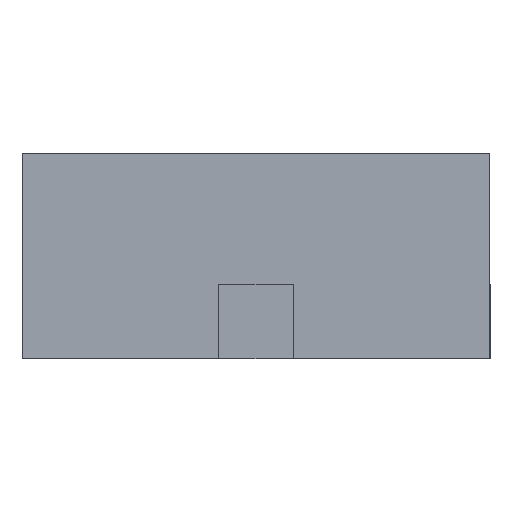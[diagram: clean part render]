
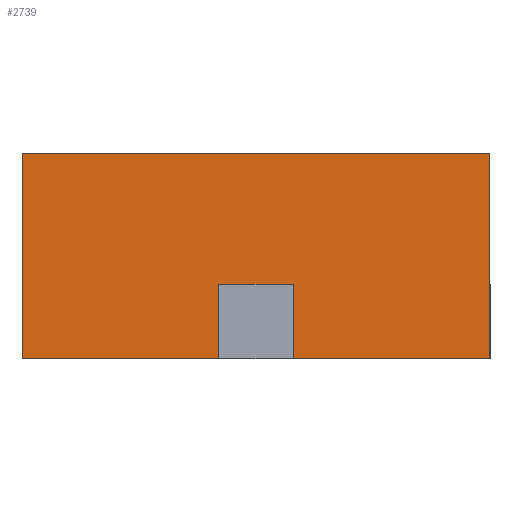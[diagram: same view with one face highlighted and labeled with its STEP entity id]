
A CAD part, front view. The second image highlights one B-rep face of the part: STEP entity #2739.
In plain terms, the highlighted planar face has unit normal (0, -1, 0).
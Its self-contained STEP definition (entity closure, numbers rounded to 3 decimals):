
#186=FACE_OUTER_BOUND('',#338,.T.);
#338=EDGE_LOOP('',(#2420,#2421,#2422,#2423,#2424,#2425,#2426,#2427,#2428,
#2429));
#397=LINE('',#3706,#770);
#399=LINE('',#3710,#772);
#401=LINE('',#3714,#774);
#569=LINE('',#4049,#942);
#696=LINE('',#4304,#1069);
#700=LINE('',#4312,#1073);
#705=LINE('',#4322,#1078);
#709=LINE('',#4330,#1082);
#712=LINE('',#4335,#1085);
#714=LINE('',#4339,#1087);
#770=VECTOR('',#2985,1.);
#772=VECTOR('',#2987,1.);
#774=VECTOR('',#2991,1.);
#942=VECTOR('',#3307,1.);
#1069=VECTOR('',#3548,10.);
#1073=VECTOR('',#3554,10.);
#1078=VECTOR('',#3563,10.);
#1082=VECTOR('',#3571,10.);
#1085=VECTOR('',#3576,10.);
#1087=VECTOR('',#3582,1.);
#1135=VERTEX_POINT('',#3703);
#1136=VERTEX_POINT('',#3705);
#1137=VERTEX_POINT('',#3707);
#1138=VERTEX_POINT('',#3709);
#1139=VERTEX_POINT('',#3713);
#1232=VERTEX_POINT('',#4047);
#1303=VERTEX_POINT('',#4303);
#1306=VERTEX_POINT('',#4311);
#1309=VERTEX_POINT('',#4321);
#1311=VERTEX_POINT('',#4329);
#1369=EDGE_CURVE('',#1136,#1135,#397,.T.);
#1371=EDGE_CURVE('',#1138,#1137,#399,.T.);
#1373=EDGE_CURVE('',#1138,#1139,#401,.T.);
#1541=EDGE_CURVE('',#1135,#1232,#569,.T.);
#1668=EDGE_CURVE('',#1303,#1136,#696,.T.);
#1672=EDGE_CURVE('',#1137,#1306,#700,.T.);
#1677=EDGE_CURVE('',#1309,#1303,#705,.T.);
#1681=EDGE_CURVE('',#1306,#1311,#709,.T.);
#1684=EDGE_CURVE('',#1311,#1309,#712,.T.);
#1686=EDGE_CURVE('',#1139,#1232,#714,.T.);
#2420=ORIENTED_EDGE('',*,*,#1668,.T.);
#2421=ORIENTED_EDGE('',*,*,#1369,.T.);
#2422=ORIENTED_EDGE('',*,*,#1541,.T.);
#2423=ORIENTED_EDGE('',*,*,#1686,.F.);
#2424=ORIENTED_EDGE('',*,*,#1373,.F.);
#2425=ORIENTED_EDGE('',*,*,#1371,.T.);
#2426=ORIENTED_EDGE('',*,*,#1672,.T.);
#2427=ORIENTED_EDGE('',*,*,#1681,.T.);
#2428=ORIENTED_EDGE('',*,*,#1684,.T.);
#2429=ORIENTED_EDGE('',*,*,#1677,.T.);
#2588=PLANE('',#2905);
#2739=ADVANCED_FACE('',(#186),#2588,.F.);
#2905=AXIS2_PLACEMENT_3D('',#4338,#3580,#3581);
#2985=DIRECTION('',(1.,0.,0.));
#2987=DIRECTION('',(1.,0.,0.));
#2991=DIRECTION('',(0.,0.,1.));
#3307=DIRECTION('',(0.,0.,1.));
#3548=DIRECTION('',(0.,0.,-1.));
#3554=DIRECTION('',(0.,0.,1.));
#3563=DIRECTION('',(0.,0.,-1.));
#3571=DIRECTION('',(0.,0.,1.));
#3576=DIRECTION('',(1.,0.,0.));
#3580=DIRECTION('center_axis',(0.,1.,0.));
#3581=DIRECTION('ref_axis',(0.,0.,1.));
#3582=DIRECTION('',(1.,0.,0.));
#3703=CARTESIAN_POINT('',(0.625,-1.775,0.));
#3705=CARTESIAN_POINT('',(0.1,-1.775,0.));
#3706=CARTESIAN_POINT('',(-0.625,-1.775,0.));
#3707=CARTESIAN_POINT('',(-0.1,-1.775,0.));
#3709=CARTESIAN_POINT('',(-0.625,-1.775,0.));
#3710=CARTESIAN_POINT('',(-0.625,-1.775,0.));
#3713=CARTESIAN_POINT('',(-0.625,-1.775,0.55));
#3714=CARTESIAN_POINT('',(-0.625,-1.775,0.));
#4047=CARTESIAN_POINT('',(0.625,-1.775,0.55));
#4049=CARTESIAN_POINT('',(0.625,-1.775,0.));
#4303=CARTESIAN_POINT('',(0.1,-1.775,0.001));
#4304=CARTESIAN_POINT('',(0.1,-1.775,0.));
#4311=CARTESIAN_POINT('',(-0.1,-1.775,0.001));
#4312=CARTESIAN_POINT('',(-0.1,-1.775,0.));
#4321=CARTESIAN_POINT('',(0.1,-1.775,0.2));
#4322=CARTESIAN_POINT('',(0.1,-1.775,0.));
#4329=CARTESIAN_POINT('',(-0.1,-1.775,0.2));
#4330=CARTESIAN_POINT('',(-0.1,-1.775,0.1));
#4335=CARTESIAN_POINT('',(-0.263,-1.775,0.2));
#4338=CARTESIAN_POINT('Origin',(-0.625,-1.775,0.));
#4339=CARTESIAN_POINT('',(-0.625,-1.775,0.55));
